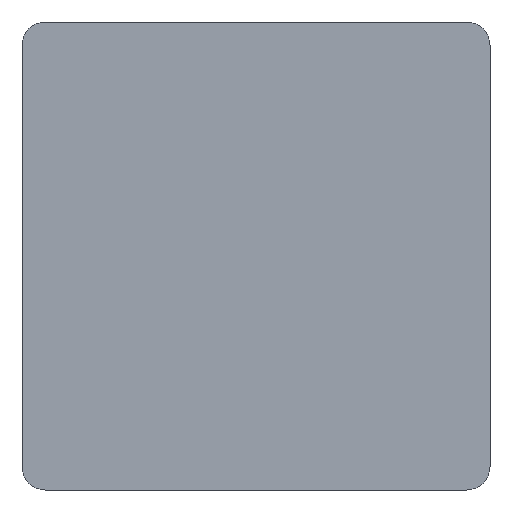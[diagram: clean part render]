
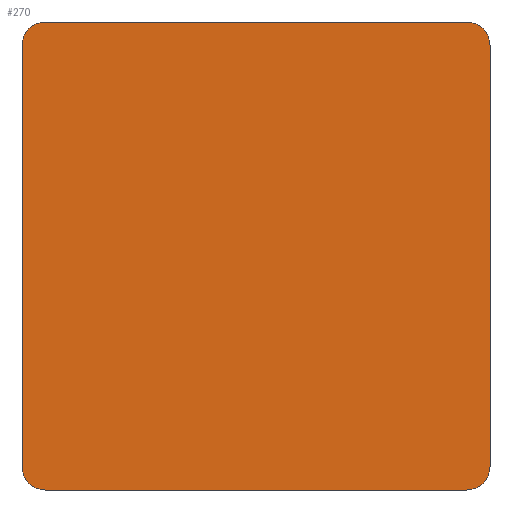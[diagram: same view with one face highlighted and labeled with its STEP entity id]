
A CAD part, front view. The second image highlights one B-rep face of the part: STEP entity #270.
In plain terms, the highlighted planar face has unit normal (0, -1, 0).
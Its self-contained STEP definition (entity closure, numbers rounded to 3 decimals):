
#20=PLANE('',#318);
#37=LINE('',#475,#57);
#38=LINE('',#477,#58);
#39=LINE('',#480,#59);
#40=LINE('',#482,#60);
#57=VECTOR('',#395,10.);
#58=VECTOR('',#398,10.);
#59=VECTOR('',#403,10.);
#60=VECTOR('',#406,10.);
#86=FACE_OUTER_BOUND('',#104,.T.);
#104=EDGE_LOOP('',(#241,#242,#243,#244,#245,#246,#247,#248));
#108=CIRCLE('',#290,0.2);
#112=CIRCLE('',#296,0.2);
#116=CIRCLE('',#302,0.2);
#120=CIRCLE('',#309,0.2);
#124=VERTEX_POINT('',#418);
#125=VERTEX_POINT('',#419);
#129=VERTEX_POINT('',#431);
#130=VERTEX_POINT('',#432);
#134=VERTEX_POINT('',#444);
#135=VERTEX_POINT('',#445);
#139=VERTEX_POINT('',#460);
#140=VERTEX_POINT('',#461);
#144=EDGE_CURVE('',#124,#125,#108,.T.);
#150=EDGE_CURVE('',#129,#130,#112,.T.);
#156=EDGE_CURVE('',#134,#135,#116,.T.);
#164=EDGE_CURVE('',#139,#140,#120,.T.);
#173=EDGE_CURVE('',#135,#124,#37,.T.);
#174=EDGE_CURVE('',#140,#134,#38,.T.);
#175=EDGE_CURVE('',#125,#129,#39,.T.);
#176=EDGE_CURVE('',#130,#139,#40,.T.);
#241=ORIENTED_EDGE('',*,*,#144,.F.);
#242=ORIENTED_EDGE('',*,*,#173,.F.);
#243=ORIENTED_EDGE('',*,*,#156,.F.);
#244=ORIENTED_EDGE('',*,*,#174,.F.);
#245=ORIENTED_EDGE('',*,*,#164,.F.);
#246=ORIENTED_EDGE('',*,*,#176,.F.);
#247=ORIENTED_EDGE('',*,*,#150,.F.);
#248=ORIENTED_EDGE('',*,*,#175,.F.);
#270=ADVANCED_FACE('',(#86),#20,.F.);
#290=AXIS2_PLACEMENT_3D('',#420,#331,#332);
#296=AXIS2_PLACEMENT_3D('',#433,#345,#346);
#302=AXIS2_PLACEMENT_3D('',#446,#359,#360);
#309=AXIS2_PLACEMENT_3D('',#462,#377,#378);
#318=AXIS2_PLACEMENT_3D('',#483,#407,#408);
#331=DIRECTION('center_axis',(0.,1.,0.));
#332=DIRECTION('ref_axis',(0.707,0.,-0.707));
#345=DIRECTION('center_axis',(0.,1.,0.));
#346=DIRECTION('ref_axis',(-0.707,0.,-0.707));
#359=DIRECTION('center_axis',(0.,1.,0.));
#360=DIRECTION('ref_axis',(0.707,0.,0.707));
#377=DIRECTION('center_axis',(0.,1.,0.));
#378=DIRECTION('ref_axis',(-0.707,0.,0.707));
#395=DIRECTION('',(0.,0.,-1.));
#398=DIRECTION('',(1.,0.,0.));
#403=DIRECTION('',(-1.,0.,0.));
#406=DIRECTION('',(0.,0.,1.));
#407=DIRECTION('center_axis',(0.,1.,0.));
#408=DIRECTION('ref_axis',(1.,0.,0.));
#418=CARTESIAN_POINT('',(4.,0.,-3.8));
#419=CARTESIAN_POINT('',(3.8,0.,-4.));
#420=CARTESIAN_POINT('Origin',(3.8,0.,-3.8));
#431=CARTESIAN_POINT('',(0.2,0.,-4.));
#432=CARTESIAN_POINT('',(0.,0.,-3.8));
#433=CARTESIAN_POINT('Origin',(0.2,0.,-3.8));
#444=CARTESIAN_POINT('',(3.8,0.,0.));
#445=CARTESIAN_POINT('',(4.,0.,-0.2));
#446=CARTESIAN_POINT('Origin',(3.8,0.,-0.2));
#460=CARTESIAN_POINT('',(0.,0.,-0.2));
#461=CARTESIAN_POINT('',(0.2,0.,0.));
#462=CARTESIAN_POINT('Origin',(0.2,0.,-0.2));
#475=CARTESIAN_POINT('',(4.,0.,0.));
#477=CARTESIAN_POINT('',(0.,0.,0.));
#480=CARTESIAN_POINT('',(4.,0.,-4.));
#482=CARTESIAN_POINT('',(0.,0.,-4.));
#483=CARTESIAN_POINT('Origin',(2.,0.,-2.));
